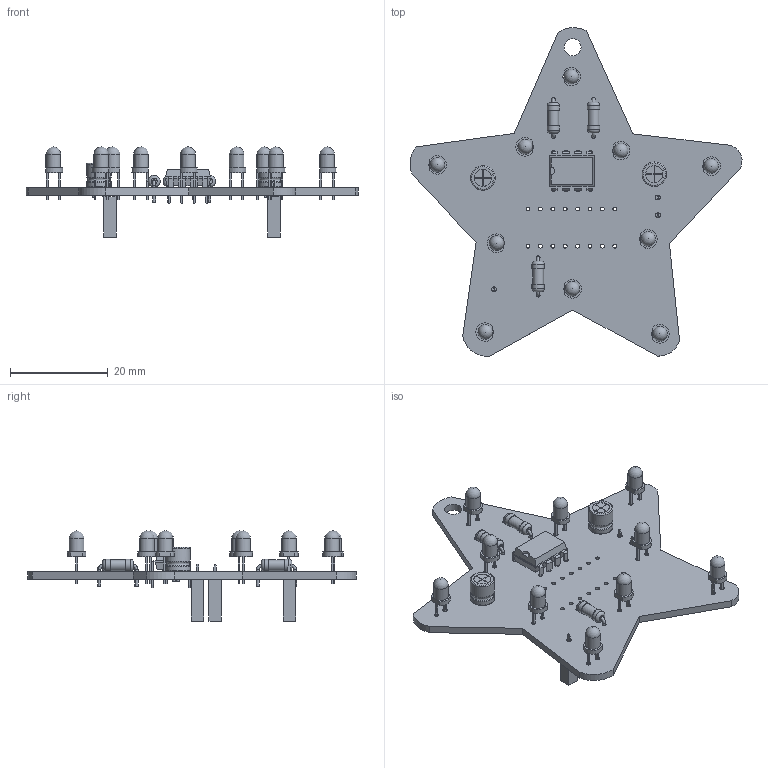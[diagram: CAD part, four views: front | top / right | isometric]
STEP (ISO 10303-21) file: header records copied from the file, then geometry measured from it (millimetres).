
FILE_DESCRIPTION(('KiCad electronic assembly'),'2;1');
FILE_NAME('Maritza''s Blinking LED.step','2025-12-25T18:39:21',('Pcbnew' ),('Kicad'),'Open CASCADE STEP processor 7.8', 'KiCad to STEP converter','Unknown');
FILE_SCHEMA(('AUTOMOTIVE_DESIGN { 1 0 10303 214 1 1 1 1 }'));
Length unit declared in the file: millimetre
Products named in the file (7): Maritza's Blinking LED 1; LED_D3.0mm; R_Axial_DIN0207_L6.3mm_D2.5mm_P7.62mm_Horizontal; CP_Radial_D5.0mm_P2.00mm; DIP-8_W7.62mm; PinSocket_1x01_P2.54mm_Vertical; Maritza's Blinking LED_PCB
Assembly tree (20 placements, depth 2):
  Maritza's Blinking LED 1
    LED_D3.0mm  x10
    R_Axial_DIN0207_L6.3mm_D2.5mm_P7.62mm_Horizontal  x3
    CP_Radial_D5.0mm_P2.00mm  x2
    DIP-8_W7.62mm
    PinSocket_1x01_P2.54mm_Vertical  x3
    Maritza's Blinking LED_PCB
Bounding box: 68.09 x 67.38 x 18.48 mm (x, y, z)
Volume: 4539.6 mm3; surface area: 7301.3 mm2
Topology: 20 solids, 22 shells, 634 faces, 1562 edges, 1004 vertices
Faces by surface type: plane 425, cylinder 141, bspline 32, torus 16, sphere 10, revolution 10
Full cylindrical faces by diameter (mm): 0.5 x4, 0.6 x6, 0.787 x16, 0.8 x18, 0.9 x20, 1 x3, 2.25 x3, 2.5 x6, 3 x10, 3.5 x1
Entity records: 14021 total; most frequent: CARTESIAN_POINT 3215, ORIENTED_EDGE 1768, DIRECTION 1737, EDGE_CURVE 884, LINE 610, VECTOR 610, VERTEX_POINT 568, AXIS2_PLACEMENT_3D 561
